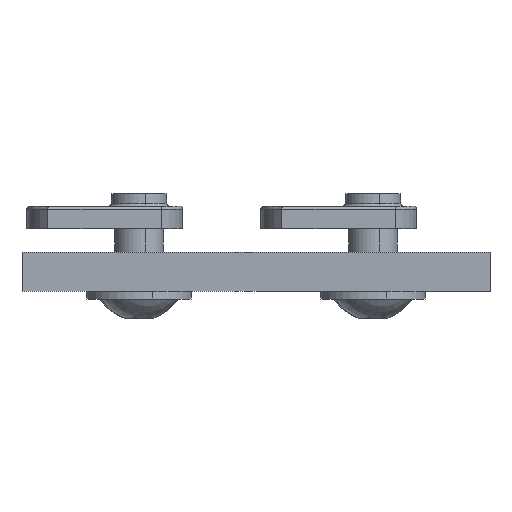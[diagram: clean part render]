
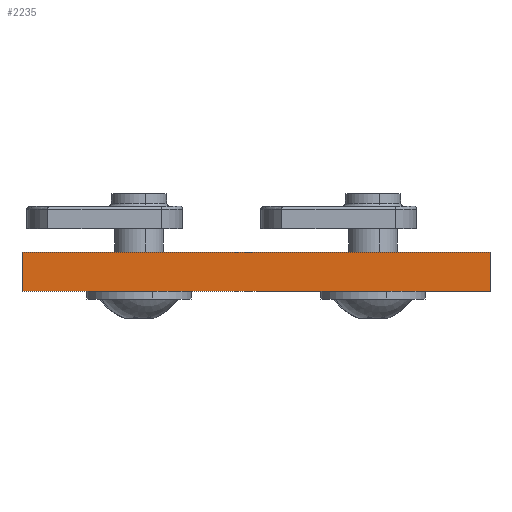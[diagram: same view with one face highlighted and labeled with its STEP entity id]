
A CAD part, front view. The second image highlights one B-rep face of the part: STEP entity #2235.
In plain terms, the highlighted planar face has unit normal (0, -1, 0).
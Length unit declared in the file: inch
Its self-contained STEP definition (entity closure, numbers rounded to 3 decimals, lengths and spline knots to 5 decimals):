
#143 = EDGE_CURVE ( 'NONE', #186, #1095, #384, .T. ) ;
#156 = ORIENTED_EDGE ( 'NONE', *, *, #143, .T. ) ;
#186 = VERTEX_POINT ( 'NONE', #688 ) ;
#206 = EDGE_CURVE ( 'NONE', #186, #286, #776, .T. ) ;
#231 = ORIENTED_EDGE ( 'NONE', *, *, #206, .F. ) ;
#286 = VERTEX_POINT ( 'NONE', #1251 ) ;
#319 = EDGE_CURVE ( 'NONE', #286, #886, #1374, .T. ) ;
#357 = ORIENTED_EDGE ( 'NONE', *, *, #319, .F. ) ;
#384 = LINE ( 'NONE', #385, #386 ) ;
#385 = CARTESIAN_POINT ( 'NONE',  ( 0., 0., 0.25 ) ) ;
#386 = VECTOR ( 'NONE', #387, 39.37008 ) ;
#387 = DIRECTION ( 'NONE',  ( 0., 0., -1. ) ) ;
#618 = CARTESIAN_POINT ( 'NONE',  ( 3., 0., 0. ) ) ;
#688 = CARTESIAN_POINT ( 'NONE',  ( 0., 0., 0.25 ) ) ;
#716 = CARTESIAN_POINT ( 'NONE',  ( 0., 0., 0. ) ) ;
#776 = LINE ( 'NONE', #777, #778 ) ;
#777 = CARTESIAN_POINT ( 'NONE',  ( 3., 0., 0.25 ) ) ;
#778 = VECTOR ( 'NONE', #779, 39.37008 ) ;
#779 = DIRECTION ( 'NONE',  ( 1., 0., 0. ) ) ;
#824 = FACE_OUTER_BOUND ( 'NONE', #2127, .T. ) ;
#825 = PLANE ( 'NONE',  #826 ) ;
#826 = AXIS2_PLACEMENT_3D ( 'NONE', #827, #828, #829 ) ;
#827 = CARTESIAN_POINT ( 'NONE',  ( 3., 0., 0.25 ) ) ;
#828 = DIRECTION ( 'NONE',  ( 0., 1., 0. ) ) ;
#829 = DIRECTION ( 'NONE',  ( -1., 0., 0. ) ) ;
#866 = LINE ( 'NONE', #867, #869 ) ;
#867 = CARTESIAN_POINT ( 'NONE',  ( 3., 0., 0. ) ) ;
#869 = VECTOR ( 'NONE', #870, 39.37008 ) ;
#870 = DIRECTION ( 'NONE',  ( 1., 0., 0. ) ) ;
#886 = VERTEX_POINT ( 'NONE', #618 ) ;
#1095 = VERTEX_POINT ( 'NONE', #716 ) ;
#1251 = CARTESIAN_POINT ( 'NONE',  ( 3., 0., 0.25 ) ) ;
#1299 = EDGE_CURVE ( 'NONE', #1095, #886, #866, .T. ) ;
#1374 = LINE ( 'NONE', #1375, #1376 ) ;
#1375 = CARTESIAN_POINT ( 'NONE',  ( 3., 0., 0.25 ) ) ;
#1376 = VECTOR ( 'NONE', #1377, 39.37008 ) ;
#1377 = DIRECTION ( 'NONE',  ( 0., 0., -1. ) ) ;
#1646 = ORIENTED_EDGE ( 'NONE', *, *, #1299, .T. ) ;
#2127 = EDGE_LOOP ( 'NONE', ( #1646, #357, #231, #156 ) ) ;
#2235 = ADVANCED_FACE ( 'NONE', ( #824 ), #825, .F. ) ;
